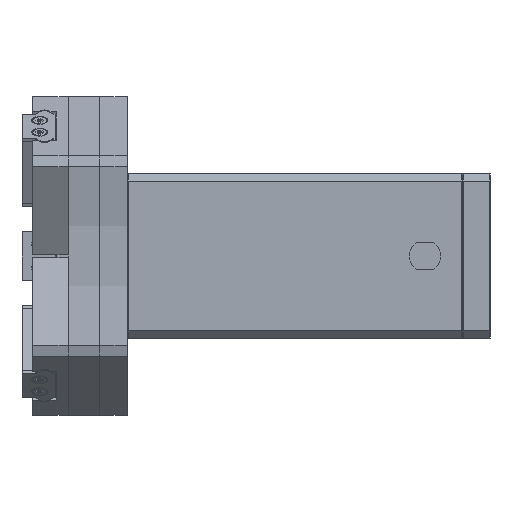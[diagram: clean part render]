
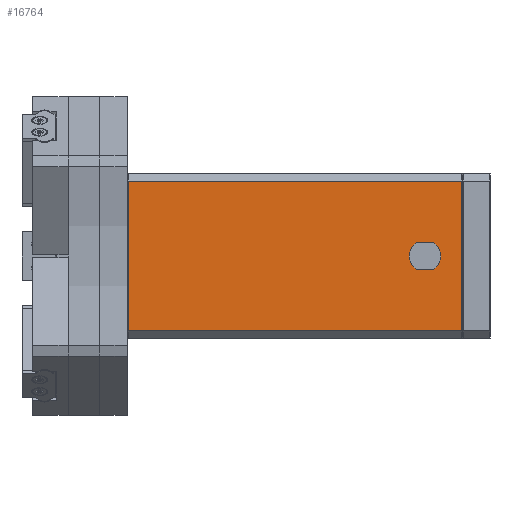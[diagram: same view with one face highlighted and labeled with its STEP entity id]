
A CAD part, left-side view. The second image highlights one B-rep face of the part: STEP entity #16764.
In plain terms, the highlighted planar face has unit normal (-1, 0, 0).
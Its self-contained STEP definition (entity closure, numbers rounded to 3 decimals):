
#208 = CARTESIAN_POINT ( 'NONE',  ( -27., -42.3, -21. ) ) ;
#338 = DIRECTION ( 'NONE',  ( 0., 0., 1. ) ) ;
#388 = CARTESIAN_POINT ( 'NONE',  ( -27., -34.936, -3.5 ) ) ;
#397 = VECTOR ( 'NONE', #38145, 1000. ) ;
#752 = VERTEX_POINT ( 'NONE', #23444 ) ;
#835 = AXIS2_PLACEMENT_3D ( 'NONE', #5076, #32506, #35463 ) ;
#1048 = ORIENTED_EDGE ( 'NONE', *, *, #36224, .T. ) ;
#1953 = VERTEX_POINT ( 'NONE', #35246 ) ;
#3692 = CARTESIAN_POINT ( 'NONE',  ( -27., -31.064, 3.5 ) ) ;
#4242 = VECTOR ( 'NONE', #39112, 1000. ) ;
#4426 = EDGE_CURVE ( 'NONE', #29949, #15904, #15870, .T. ) ;
#4505 = EDGE_CURVE ( 'NONE', #6605, #10704, #24436, .T. ) ;
#5076 = CARTESIAN_POINT ( 'NONE',  ( -27., -33., 0. ) ) ;
#5224 = AXIS2_PLACEMENT_3D ( 'NONE', #23811, #11442, #35652 ) ;
#5532 = ORIENTED_EDGE ( 'NONE', *, *, #27250, .F. ) ;
#6024 = CARTESIAN_POINT ( 'NONE',  ( -27., 42.3, -19. ) ) ;
#6338 = DIRECTION ( 'NONE',  ( 0., 0., 1. ) ) ;
#6605 = VERTEX_POINT ( 'NONE', #14630 ) ;
#6788 = ORIENTED_EDGE ( 'NONE', *, *, #13162, .F. ) ;
#8304 = FACE_BOUND ( 'NONE', #34083, .T. ) ;
#8886 = CARTESIAN_POINT ( 'NONE',  ( -27., 42.3, -19. ) ) ;
#10704 = VERTEX_POINT ( 'NONE', #36161 ) ;
#11442 = DIRECTION ( 'NONE',  ( 1., 0., 0. ) ) ;
#11984 = EDGE_LOOP ( 'NONE', ( #13824, #22721, #1048, #22178 ) ) ;
#12377 = VERTEX_POINT ( 'NONE', #6024 ) ;
#12807 = EDGE_CURVE ( 'NONE', #12377, #6605, #19524, .T. ) ;
#13162 = EDGE_CURVE ( 'NONE', #1953, #29949, #22638, .T. ) ;
#13236 = LINE ( 'NONE', #8886, #4242 ) ;
#13824 = ORIENTED_EDGE ( 'NONE', *, *, #12807, .T. ) ;
#13844 = LINE ( 'NONE', #18704, #36684 ) ;
#14630 = CARTESIAN_POINT ( 'NONE',  ( -27., -42.3, -19. ) ) ;
#15008 = EDGE_CURVE ( 'NONE', #15904, #15963, #35073, .T. ) ;
#15639 = CARTESIAN_POINT ( 'NONE',  ( -27., -31.064, -3.5 ) ) ;
#15870 = CIRCLE ( 'NONE', #33237, 4. ) ;
#15904 = VERTEX_POINT ( 'NONE', #15639 ) ;
#15963 = VERTEX_POINT ( 'NONE', #388 ) ;
#16134 = ORIENTED_EDGE ( 'NONE', *, *, #4426, .F. ) ;
#16633 = CIRCLE ( 'NONE', #835, 4. ) ;
#16764 = ADVANCED_FACE ( 'NONE', ( #8304, #30680 ), #29822, .F. ) ;
#18334 = VECTOR ( 'NONE', #36927, 1000. ) ;
#18704 = CARTESIAN_POINT ( 'NONE',  ( -27., 42.5, 19. ) ) ;
#19524 = LINE ( 'NONE', #23606, #25290 ) ;
#21899 = DIRECTION ( 'NONE',  ( 0., 1., 0. ) ) ;
#22178 = ORIENTED_EDGE ( 'NONE', *, *, #37589, .T. ) ;
#22638 = LINE ( 'NONE', #3692, #18334 ) ;
#22721 = ORIENTED_EDGE ( 'NONE', *, *, #4505, .T. ) ;
#23444 = CARTESIAN_POINT ( 'NONE',  ( -27., 42.3, 19. ) ) ;
#23606 = CARTESIAN_POINT ( 'NONE',  ( -27., 42.5, -19. ) ) ;
#23811 = CARTESIAN_POINT ( 'NONE',  ( -27., 42.5, -21. ) ) ;
#24436 = LINE ( 'NONE', #208, #31551 ) ;
#25290 = VECTOR ( 'NONE', #30016, 1000. ) ;
#27250 = EDGE_CURVE ( 'NONE', #15963, #1953, #16633, .T. ) ;
#27850 = CARTESIAN_POINT ( 'NONE',  ( -27., -33., 0. ) ) ;
#28668 = CARTESIAN_POINT ( 'NONE',  ( -27., -31.064, 3.5 ) ) ;
#29822 = PLANE ( 'NONE',  #5224 ) ;
#29949 = VERTEX_POINT ( 'NONE', #28668 ) ;
#30016 = DIRECTION ( 'NONE',  ( 0., -1., 0. ) ) ;
#30680 = FACE_OUTER_BOUND ( 'NONE', #11984, .T. ) ;
#31551 = VECTOR ( 'NONE', #6338, 1000. ) ;
#31975 = ORIENTED_EDGE ( 'NONE', *, *, #15008, .F. ) ;
#32506 = DIRECTION ( 'NONE',  ( -1., 0., 0. ) ) ;
#33237 = AXIS2_PLACEMENT_3D ( 'NONE', #27850, #36893, #338 ) ;
#34083 = EDGE_LOOP ( 'NONE', ( #6788, #5532, #31975, #16134 ) ) ;
#35073 = LINE ( 'NONE', #35698, #397 ) ;
#35246 = CARTESIAN_POINT ( 'NONE',  ( -27., -34.936, 3.5 ) ) ;
#35463 = DIRECTION ( 'NONE',  ( 0., 0., 1. ) ) ;
#35652 = DIRECTION ( 'NONE',  ( 0., 0., -1. ) ) ;
#35698 = CARTESIAN_POINT ( 'NONE',  ( -27., -34.936, -3.5 ) ) ;
#36161 = CARTESIAN_POINT ( 'NONE',  ( -27., -42.3, 19. ) ) ;
#36224 = EDGE_CURVE ( 'NONE', #10704, #752, #13844, .T. ) ;
#36684 = VECTOR ( 'NONE', #21899, 1000. ) ;
#36893 = DIRECTION ( 'NONE',  ( -1., 0., 0. ) ) ;
#36927 = DIRECTION ( 'NONE',  ( 0., 1., 0. ) ) ;
#37589 = EDGE_CURVE ( 'NONE', #752, #12377, #13236, .T. ) ;
#38145 = DIRECTION ( 'NONE',  ( 0., -1., 0. ) ) ;
#39112 = DIRECTION ( 'NONE',  ( 0., 0., -1. ) ) ;
